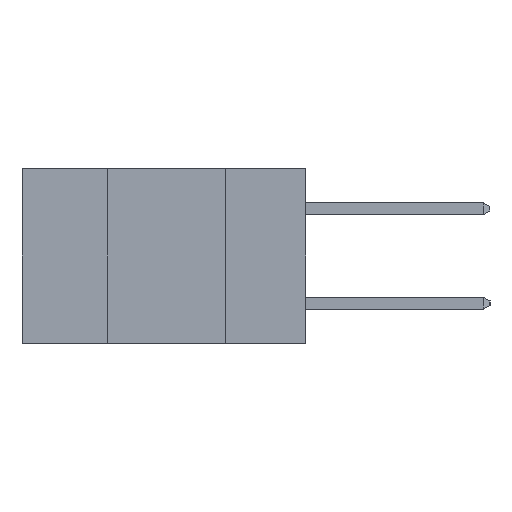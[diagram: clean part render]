
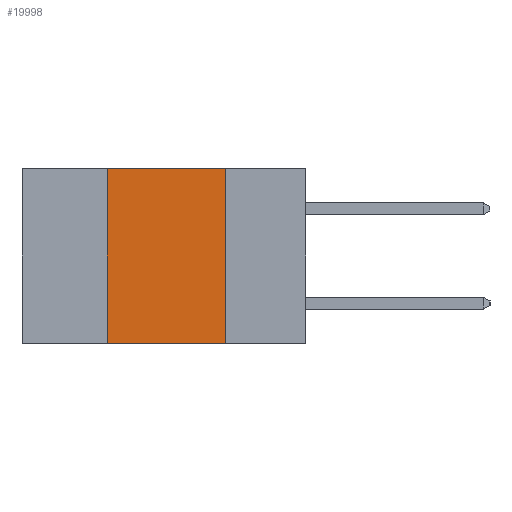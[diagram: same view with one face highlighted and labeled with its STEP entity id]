
A CAD part, left-side view. The second image highlights one B-rep face of the part: STEP entity #19998.
In plain terms, the highlighted planar face has unit normal (-1, 0, 0).
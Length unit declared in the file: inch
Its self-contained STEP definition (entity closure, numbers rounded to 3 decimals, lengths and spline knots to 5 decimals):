
#332 = DIRECTION ( 'NONE',  ( 0., 0., 1. ) ) ;
#475 = FACE_OUTER_BOUND ( 'NONE', #19074, .T. ) ;
#921 = AXIS2_PLACEMENT_3D ( 'NONE', #15801, #17773, #5507 ) ;
#2183 = VECTOR ( 'NONE', #7474, 39.37008 ) ;
#5233 = VECTOR ( 'NONE', #13728, 39.37008 ) ;
#5507 = DIRECTION ( 'NONE',  ( 0., 0., -1. ) ) ;
#5916 = EDGE_CURVE ( 'NONE', #11752, #19852, #10784, .T. ) ;
#7053 = LINE ( 'NONE', #7441, #23143 ) ;
#7441 = CARTESIAN_POINT ( 'NONE',  ( 0., 0.17, -0.37 ) ) ;
#7474 = DIRECTION ( 'NONE',  ( 0., -1., 0. ) ) ;
#7651 = EDGE_CURVE ( 'NONE', #11752, #14691, #17339, .T. ) ;
#7751 = LINE ( 'NONE', #17665, #2183 ) ;
#8534 = EDGE_CURVE ( 'NONE', #20972, #19852, #7053, .T. ) ;
#10784 = LINE ( 'NONE', #25597, #5233 ) ;
#11752 = VERTEX_POINT ( 'NONE', #18821 ) ;
#11981 = VECTOR ( 'NONE', #332, 39.37008 ) ;
#12715 = ORIENTED_EDGE ( 'NONE', *, *, #7651, .F. ) ;
#13728 = DIRECTION ( 'NONE',  ( 0., -1., 0. ) ) ;
#13756 = PLANE ( 'NONE',  #921 ) ;
#14691 = VERTEX_POINT ( 'NONE', #17663 ) ;
#15801 = CARTESIAN_POINT ( 'NONE',  ( 0., 0.6, 0. ) ) ;
#17010 = ORIENTED_EDGE ( 'NONE', *, *, #18570, .F. ) ;
#17266 = CARTESIAN_POINT ( 'NONE',  ( 0., 0.17, -0.37 ) ) ;
#17339 = LINE ( 'NONE', #22755, #11981 ) ;
#17663 = CARTESIAN_POINT ( 'NONE',  ( 0., 0.42, 0. ) ) ;
#17665 = CARTESIAN_POINT ( 'NONE',  ( 0., 0.6, 0. ) ) ;
#17773 = DIRECTION ( 'NONE',  ( 1., 0., 0. ) ) ;
#18570 = EDGE_CURVE ( 'NONE', #14691, #20972, #7751, .T. ) ;
#18821 = CARTESIAN_POINT ( 'NONE',  ( 0., 0.42, -0.37 ) ) ;
#19074 = EDGE_LOOP ( 'NONE', ( #24040, #17010, #12715, #19601 ) ) ;
#19601 = ORIENTED_EDGE ( 'NONE', *, *, #5916, .T. ) ;
#19852 = VERTEX_POINT ( 'NONE', #17266 ) ;
#19998 = ADVANCED_FACE ( 'NONE', ( #475 ), #13756, .F. ) ;
#20494 = CARTESIAN_POINT ( 'NONE',  ( 0., 0.17, 0. ) ) ;
#20972 = VERTEX_POINT ( 'NONE', #20494 ) ;
#21589 = DIRECTION ( 'NONE',  ( 0., 0., -1. ) ) ;
#22755 = CARTESIAN_POINT ( 'NONE',  ( 0., 0.42, -0.37 ) ) ;
#23143 = VECTOR ( 'NONE', #21589, 39.37008 ) ;
#24040 = ORIENTED_EDGE ( 'NONE', *, *, #8534, .F. ) ;
#25597 = CARTESIAN_POINT ( 'NONE',  ( 0., 0.6, -0.37 ) ) ;
